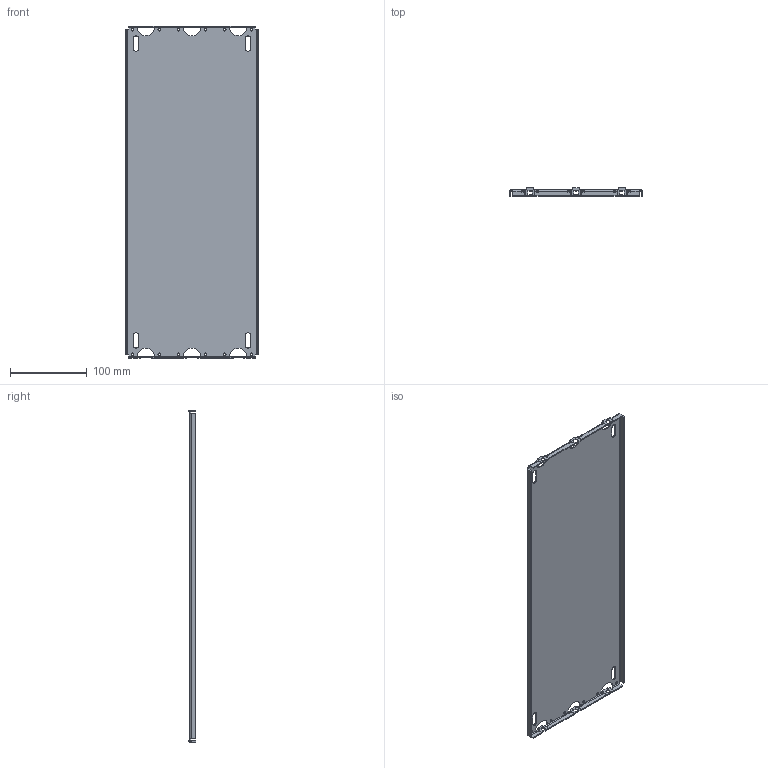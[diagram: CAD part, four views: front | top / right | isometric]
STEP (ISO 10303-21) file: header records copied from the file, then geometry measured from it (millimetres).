
FILE_DESCRIPTION(/* description */ (''),/* implementation_level */ '2;1');
FILE_NAME(/* name */ '86384223_MP M 22084.stp',/* time_stamp */ '2014-09-03T15:19:00+02:00',/* author */ ('kotzmaier'),/* organization */ ('Fa. Bopla'),/* preprocessor_version */ 'ST-DEVELOPER v15.2',/* originating_system */ 'Autodesk Inventor 2014',/* authorisation */ '');
FILE_SCHEMA (('AUTOMOTIVE_DESIGN { 1 0 10303 214 3 1 1 }'));
Length unit declared in the file: millimetre
Products named in the file (1): MP_M_22084_3DSYM
Bounding box: 172.5 x 10 x 431.35 mm (x, y, z)
Volume: 118692.2 mm3; surface area: 161505.6 mm2
Topology: 1 solids, 1 shells, 350 faces, 1024 edges, 664 vertices
Faces by surface type: plane 214, cylinder 136
Full cylindrical faces by diameter (mm): 3.4 x12
Entity records: 11697 total; most frequent: CARTESIAN_POINT 2051, ORIENTED_EDGE 2048, DIRECTION 2010, EDGE_CURVE 1024, LINE 728, VECTOR 728, VERTEX_POINT 664, AXIS2_PLACEMENT_3D 641
